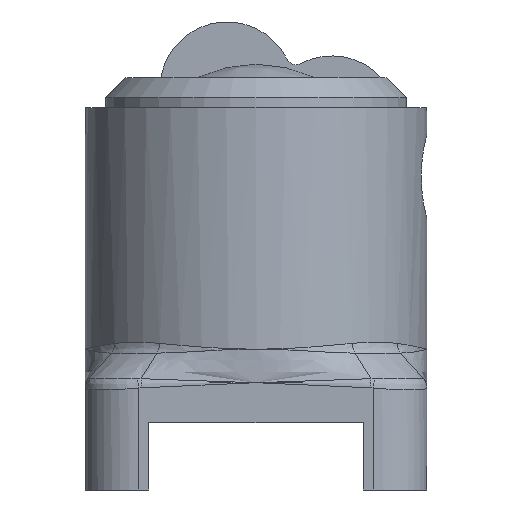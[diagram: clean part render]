
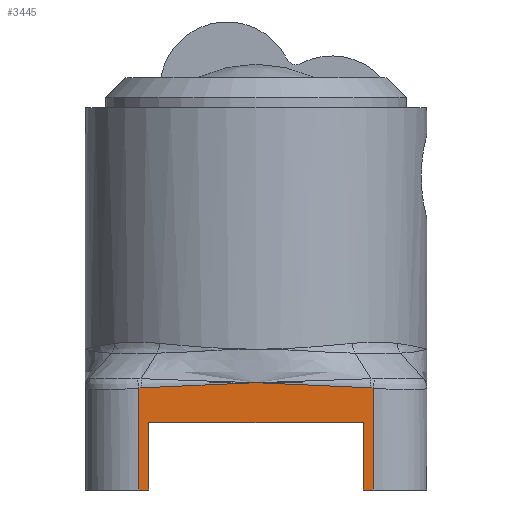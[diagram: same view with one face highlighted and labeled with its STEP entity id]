
A CAD part, left-side view. The second image highlights one B-rep face of the part: STEP entity #3445.
In plain terms, the highlighted planar face has unit normal (-1, 0, 0).
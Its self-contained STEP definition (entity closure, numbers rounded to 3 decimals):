
#2951=CARTESIAN_POINT('',(-25.5,-16.,0.0));
#2952=VERTEX_POINT('',#2951);
#2959=CARTESIAN_POINT('',(-25.5,-16.,10.));
#2960=VERTEX_POINT('',#2959);
#2961=CARTESIAN_POINT('',(-25.5,-16.,10.));
#2962=DIRECTION('',(0.0,0.0,-1.0));
#2963=VECTOR('',#2962,10.);
#2964=LINE('',#2961,#2963);
#2965=EDGE_CURVE('',#2960,#2952,#2964,.T.);
#2991=CARTESIAN_POINT('',(-25.5,16.0,10.));
#2992=VERTEX_POINT('',#2991);
#2999=CARTESIAN_POINT('',(-25.5,16.,0.0));
#3000=VERTEX_POINT('',#2999);
#3001=CARTESIAN_POINT('',(-25.5,16.,0.0));
#3002=DIRECTION('',(0.0,0.0,1.0));
#3003=VECTOR('',#3002,10.);
#3004=LINE('',#3001,#3003);
#3005=EDGE_CURVE('',#3000,#2992,#3004,.T.);
#3028=CARTESIAN_POINT('',(-25.5,16.0,10.));
#3029=DIRECTION('',(0.0,-1.0,0.0));
#3030=VECTOR('',#3029,32.0);
#3031=LINE('',#3028,#3030);
#3032=EDGE_CURVE('',#2992,#2960,#3031,.T.);
#3250=CARTESIAN_POINT('',(-25.5,-17.5,0.0));
#3251=VERTEX_POINT('',#3250);
#3259=CARTESIAN_POINT('',(-25.5,-16.,0.0));
#3260=DIRECTION('',(0.0,-1.0,0.0));
#3261=VECTOR('',#3260,1.5);
#3262=LINE('',#3259,#3261);
#3263=EDGE_CURVE('',#2952,#3251,#3262,.T.);
#3274=CARTESIAN_POINT('',(-25.5,17.5,0.0));
#3275=VERTEX_POINT('',#3274);
#3276=CARTESIAN_POINT('',(-25.5,17.5,0.0));
#3277=DIRECTION('',(0.0,-1.0,0.0));
#3278=VECTOR('',#3277,1.5);
#3279=LINE('',#3276,#3278);
#3280=EDGE_CURVE('',#3275,#3000,#3279,.T.);
#3333=CARTESIAN_POINT('',(-25.5,-17.5,0.0));
#3334=DIRECTION('',(-1.0,0.0,0.0));
#3335=DIRECTION('',(0.0,0.0,1.0));
#3336=AXIS2_PLACEMENT_3D('',#3333,#3334,#3335);
#3337=PLANE('',#3336);
#3338=ORIENTED_EDGE('',*,*,#3005,.T.);
#3339=ORIENTED_EDGE('',*,*,#3032,.T.);
#3340=ORIENTED_EDGE('',*,*,#2965,.T.);
#3341=ORIENTED_EDGE('',*,*,#3263,.T.);
#3342=CARTESIAN_POINT('',(-25.5,-17.5,15.198));
#3343=VERTEX_POINT('',#3342);
#3344=CARTESIAN_POINT('',(-25.5,-17.5,0.0));
#3345=DIRECTION('',(0.0,0.0,1.0));
#3346=VECTOR('',#3345,15.198);
#3347=LINE('',#3344,#3346);
#3348=EDGE_CURVE('',#3251,#3343,#3347,.T.);
#3349=ORIENTED_EDGE('',*,*,#3348,.T.);
#3350=CARTESIAN_POINT('',(-25.5,-17.056,15.238));
#3351=VERTEX_POINT('',#3350);
#3352=CARTESIAN_POINT('',(-25.5,-17.056,15.238));
#3353=CARTESIAN_POINT('',(-25.5,-17.204,15.23));
#3354=CARTESIAN_POINT('',(-25.5,-17.352,15.216));
#3355=CARTESIAN_POINT('',(-25.5,-17.5,15.198));
#3356=B_SPLINE_CURVE_WITH_KNOTS('',3,(#3352,#3353,#3354,#3355),.UNSPECIFIED.,.F.,.U.,(4,4),(0.,0.045),.UNSPECIFIED.);
#3357=EDGE_CURVE('',#3351,#3343,#3356,.T.);
#3358=ORIENTED_EDGE('',*,*,#3357,.F.);
#3359=CARTESIAN_POINT('',(-25.5,-0.038,16.));
#3360=VERTEX_POINT('',#3359);
#3361=CARTESIAN_POINT('',(-25.5,0.,16.));
#3362=CARTESIAN_POINT('',(-25.5,-0.067,16.));
#3363=CARTESIAN_POINT('',(-25.5,-0.134,16.));
#3364=CARTESIAN_POINT('',(-25.5,-1.326,15.998));
#3365=CARTESIAN_POINT('',(-25.5,-3.576,15.972));
#3366=CARTESIAN_POINT('',(-25.5,-6.949,15.861));
#3367=CARTESIAN_POINT('',(-25.5,-10.32,15.682));
#3368=CARTESIAN_POINT('',(-25.5,-13.126,15.495));
#3369=CARTESIAN_POINT('',(-25.5,-15.091,15.362));
#3370=CARTESIAN_POINT('',(-25.5,-16.213,15.289));
#3371=CARTESIAN_POINT('',(-25.5,-16.775,15.254));
#3372=CARTESIAN_POINT('',(-25.5,-17.056,15.238));
#3373=B_SPLINE_CURVE_WITH_KNOTS('',3,(#3361,#3362,#3363,#3364,#3365,#3366,#3367,#3368,#3369,#3370,#3371,#3372),.UNSPECIFIED.,.F.,.U.,(4,2,1,1,1,1,1,1,4),(-0.02,0.,0.338,0.675,1.013,1.35,1.519,1.603,1.688),.UNSPECIFIED.);
#3374=EDGE_CURVE('',#3360,#3351,#3373,.T.);
#3375=ORIENTED_EDGE('',*,*,#3374,.F.);
#3376=CARTESIAN_POINT('',(-25.5,0.0,16.0));
#3377=VERTEX_POINT('',#3376);
#3378=CARTESIAN_POINT('',(-25.5,0.,16.));
#3379=CARTESIAN_POINT('',(-25.5,-0.067,16.));
#3380=CARTESIAN_POINT('',(-25.5,-0.134,16.));
#3381=CARTESIAN_POINT('',(-25.5,-1.326,15.998));
#3382=CARTESIAN_POINT('',(-25.5,-3.576,15.972));
#3383=CARTESIAN_POINT('',(-25.5,-6.949,15.861));
#3384=CARTESIAN_POINT('',(-25.5,-10.32,15.682));
#3385=CARTESIAN_POINT('',(-25.5,-13.126,15.495));
#3386=CARTESIAN_POINT('',(-25.5,-15.091,15.362));
#3387=CARTESIAN_POINT('',(-25.5,-16.213,15.289));
#3388=CARTESIAN_POINT('',(-25.5,-16.775,15.254));
#3389=CARTESIAN_POINT('',(-25.5,-17.056,15.238));
#3390=B_SPLINE_CURVE_WITH_KNOTS('',3,(#3378,#3379,#3380,#3381,#3382,#3383,#3384,#3385,#3386,#3387,#3388,#3389),.UNSPECIFIED.,.F.,.U.,(4,2,1,1,1,1,1,1,4),(-0.02,0.,0.338,0.675,1.013,1.35,1.519,1.603,1.688),.UNSPECIFIED.);
#3391=EDGE_CURVE('',#3377,#3360,#3390,.T.);
#3392=ORIENTED_EDGE('',*,*,#3391,.F.);
#3393=CARTESIAN_POINT('',(-25.5,0.1,16.));
#3394=VERTEX_POINT('',#3393);
#3395=CARTESIAN_POINT('',(-25.5,17.056,15.238));
#3396=CARTESIAN_POINT('',(-25.5,16.775,15.254));
#3397=CARTESIAN_POINT('',(-25.5,16.213,15.289));
#3398=CARTESIAN_POINT('',(-25.5,15.091,15.362));
#3399=CARTESIAN_POINT('',(-25.5,13.126,15.495));
#3400=CARTESIAN_POINT('',(-25.5,10.32,15.682));
#3401=CARTESIAN_POINT('',(-25.5,6.949,15.861));
#3402=CARTESIAN_POINT('',(-25.5,3.576,15.972));
#3403=CARTESIAN_POINT('',(-25.5,1.326,15.998));
#3404=CARTESIAN_POINT('',(-25.5,0.134,16.));
#3405=CARTESIAN_POINT('',(-25.5,0.067,16.));
#3406=CARTESIAN_POINT('',(-25.5,0.,16.));
#3407=B_SPLINE_CURVE_WITH_KNOTS('',3,(#3395,#3396,#3397,#3398,#3399,#3400,#3401,#3402,#3403,#3404,#3405,#3406),.UNSPECIFIED.,.F.,.U.,(4,1,1,1,1,1,1,2,4),(0.0,0.084,0.169,0.338,0.675,1.013,1.35,1.688,1.708),.UNSPECIFIED.);
#3408=EDGE_CURVE('',#3394,#3377,#3407,.T.);
#3409=ORIENTED_EDGE('',*,*,#3408,.F.);
#3410=CARTESIAN_POINT('',(-25.5,17.056,15.238));
#3411=VERTEX_POINT('',#3410);
#3412=CARTESIAN_POINT('',(-25.5,17.056,15.238));
#3413=CARTESIAN_POINT('',(-25.5,16.775,15.254));
#3414=CARTESIAN_POINT('',(-25.5,16.213,15.289));
#3415=CARTESIAN_POINT('',(-25.5,15.091,15.362));
#3416=CARTESIAN_POINT('',(-25.5,13.126,15.495));
#3417=CARTESIAN_POINT('',(-25.5,10.32,15.682));
#3418=CARTESIAN_POINT('',(-25.5,6.949,15.861));
#3419=CARTESIAN_POINT('',(-25.5,3.576,15.972));
#3420=CARTESIAN_POINT('',(-25.5,1.326,15.998));
#3421=CARTESIAN_POINT('',(-25.5,0.134,16.));
#3422=CARTESIAN_POINT('',(-25.5,0.067,16.));
#3423=CARTESIAN_POINT('',(-25.5,0.,16.));
#3424=B_SPLINE_CURVE_WITH_KNOTS('',3,(#3412,#3413,#3414,#3415,#3416,#3417,#3418,#3419,#3420,#3421,#3422,#3423),.UNSPECIFIED.,.F.,.U.,(4,1,1,1,1,1,1,2,4),(0.0,0.084,0.169,0.338,0.675,1.013,1.35,1.688,1.708),.UNSPECIFIED.);
#3425=EDGE_CURVE('',#3411,#3394,#3424,.T.);
#3426=ORIENTED_EDGE('',*,*,#3425,.F.);
#3427=CARTESIAN_POINT('',(-25.5,17.5,15.198));
#3428=VERTEX_POINT('',#3427);
#3429=CARTESIAN_POINT('',(-25.5,17.5,15.198));
#3430=CARTESIAN_POINT('',(-25.5,17.352,15.216));
#3431=CARTESIAN_POINT('',(-25.5,17.204,15.23));
#3432=CARTESIAN_POINT('',(-25.5,17.056,15.238));
#3433=B_SPLINE_CURVE_WITH_KNOTS('',3,(#3429,#3430,#3431,#3432),.UNSPECIFIED.,.F.,.U.,(4,4),(0.,0.045),.UNSPECIFIED.);
#3434=EDGE_CURVE('',#3428,#3411,#3433,.T.);
#3435=ORIENTED_EDGE('',*,*,#3434,.F.);
#3436=CARTESIAN_POINT('',(-25.5,17.5,0.0));
#3437=DIRECTION('',(0.0,0.0,1.0));
#3438=VECTOR('',#3437,15.198);
#3439=LINE('',#3436,#3438);
#3440=EDGE_CURVE('',#3275,#3428,#3439,.T.);
#3441=ORIENTED_EDGE('',*,*,#3440,.F.);
#3442=ORIENTED_EDGE('',*,*,#3280,.T.);
#3443=EDGE_LOOP('',(#3338,#3339,#3340,#3341,#3349,#3358,#3375,#3392,#3409,#3426,#3435,#3441,#3442));
#3444=FACE_OUTER_BOUND('',#3443,.T.);
#3445=ADVANCED_FACE('',(#3444),#3337,.T.);
